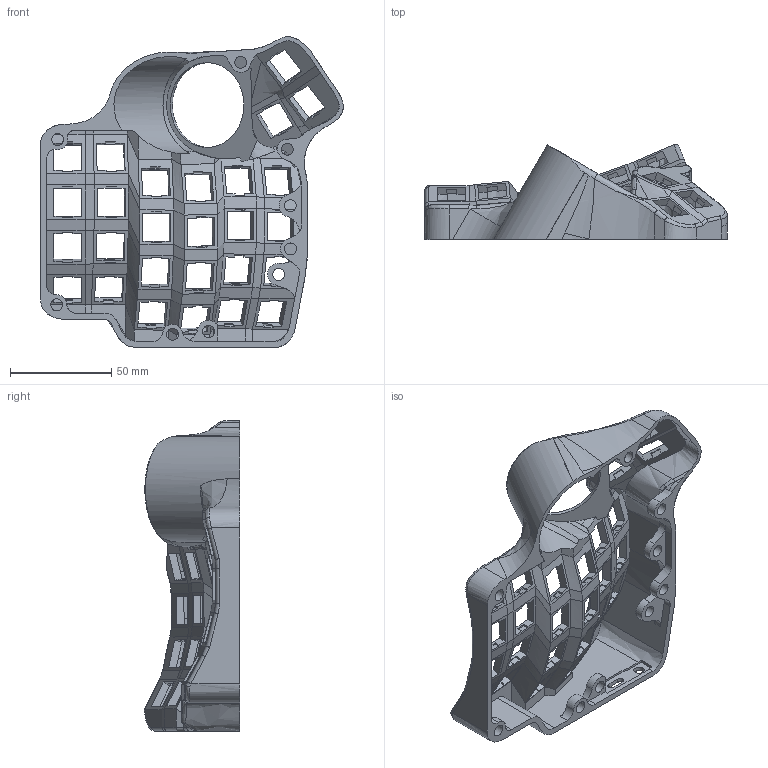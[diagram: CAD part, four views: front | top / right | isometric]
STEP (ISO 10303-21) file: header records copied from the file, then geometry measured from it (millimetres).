
FILE_DESCRIPTION(/* description */ (''),/* implementation_level */ '2;1');
FILE_NAME(/* name */ 'charybdis3_v134.step',/* time_stamp */ '2023-03-12T15:25:12-04:00',/* author */ (''),/* organization */ (''),/* preprocessor_version */ 'ST-DEVELOPER v19.2',/* originating_system */ 'Autodesk Translation Framework v11.17.0.187',/* authorisation */ '');
FILE_SCHEMA (('AUTOMOTIVE_DESIGN { 1 0 10303 214 3 1 1 }'));
Length unit declared in the file: millimetre
Products named in the file (2): charybdis3_v134; charybdis3_v134_1
Assembly tree (1 placements, depth 2):
  charybdis3_v134
    charybdis3_v134_1
Bounding box: 149.65 x 47.1 x 153.67 mm (x, y, z)
Volume: 84851.7 mm3; surface area: 62802.6 mm2
Topology: 1 solids, 1 shells, 803 faces, 2227 edges, 1427 vertices
Faces by surface type: plane 523, bspline 215, cylinder 65
Full cylindrical faces by diameter (mm): 5.2 x1, 5.9 x9, 42 x1
Entity records: 33212 total; most frequent: CARTESIAN_POINT 13659, ORIENTED_EDGE 4454, DIRECTION 3289, EDGE_CURVE 2227, LINE 1719, VECTOR 1719, VERTEX_POINT 1427, EDGE_LOOP 882
